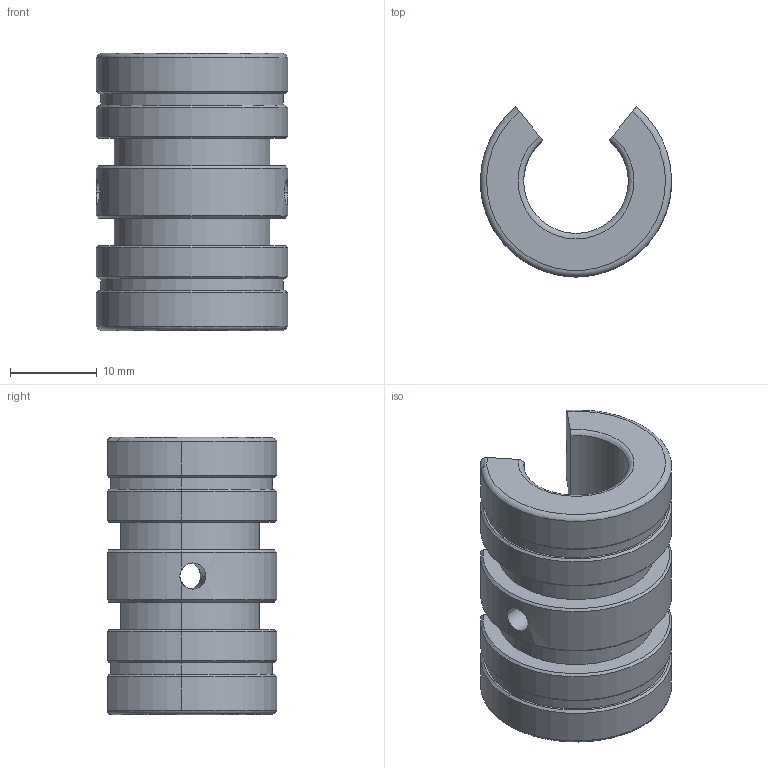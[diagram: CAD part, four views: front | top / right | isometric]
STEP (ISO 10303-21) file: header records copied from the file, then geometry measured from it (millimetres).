
FILE_DESCRIPTION (( 'STEP AP214' ), '1' );
FILE_NAME ('PlainBearing_E9C7608175.step', '2022-05-13T22:46:12', ( '' ), ( '' ), 'SwSTEP 2.0', 'SolidWorks 2019', '' );
FILE_SCHEMA (( 'AUTOMOTIVE_DESIGN' ));
Length unit declared in the file: inch
Products named in the file (3): Gi35XDxhVD_CADModel_0; PlainBearing_E9C7608175
Assembly tree (1 placements, depth 2):
  Gi35XDxhVD_CADModel_0
  PlainBearing_E9C7608175
    Gi35XDxhVD_CADModel_0
Bounding box: 21.98 x 19.52 x 31.87 mm (x, y, z)
Volume: 5825.5 mm3; surface area: 5818.1 mm2
Topology: 2 solids, 2 shells, 86 faces, 254 edges, 164 vertices
Faces by surface type: cylinder 44, cone 24, plane 14, torus 4
Entity records: 4448 total; most frequent: CARTESIAN_POINT 947, ORIENTED_EDGE 508, DIRECTION 478, EDGE_CURVE 254, AXIS2_PLACEMENT_3D 189, VERTEX_POINT 164, LINE 100, VECTOR 100
